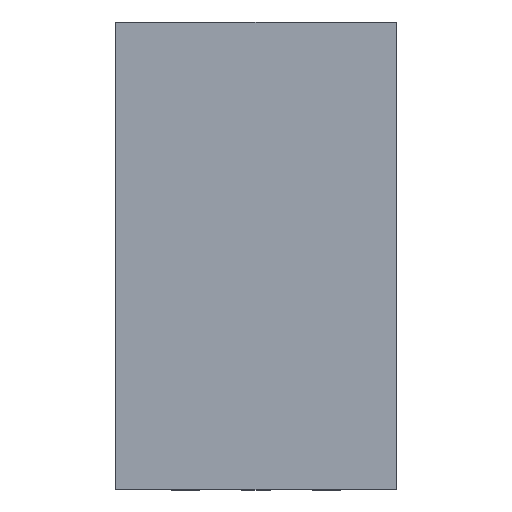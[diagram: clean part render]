
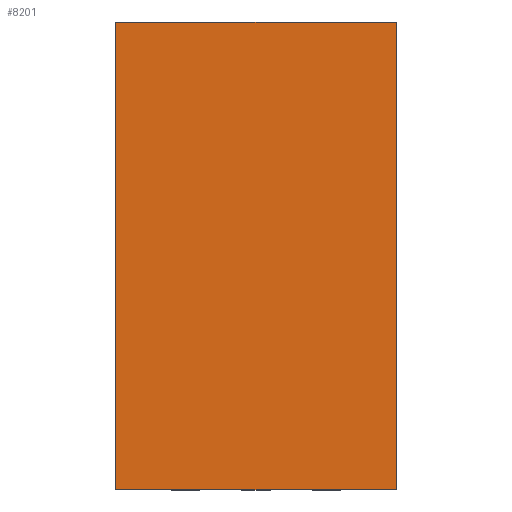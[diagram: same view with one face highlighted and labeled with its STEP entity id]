
A CAD part, top view. The second image highlights one B-rep face of the part: STEP entity #8201.
In plain terms, the highlighted face is planar.
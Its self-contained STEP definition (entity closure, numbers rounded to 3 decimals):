
#6141=DIRECTION('',(0.,0.,1.));
#6142=VECTOR('',#6141,5.);
#6143=CARTESIAN_POINT('',(-1.5,0.975,-2.5));
#6144=LINE('',#6143,#6142);
#6148=DIRECTION('',(-1.,0.,0.));
#6149=VECTOR('',#6148,3.);
#6150=CARTESIAN_POINT('',(1.5,0.975,-2.5));
#6151=LINE('',#6150,#6149);
#6155=DIRECTION('',(0.,0.,-1.));
#6156=VECTOR('',#6155,5.);
#6157=CARTESIAN_POINT('',(1.5,0.975,2.5));
#6158=LINE('',#6157,#6156);
#6162=DIRECTION('',(1.,0.,0.));
#6163=VECTOR('',#6162,3.);
#6164=CARTESIAN_POINT('',(-1.5,0.975,2.5));
#6165=LINE('',#6164,#6163);
#7045=CARTESIAN_POINT('',(-1.5,0.975,-2.5));
#7046=CARTESIAN_POINT('',(-1.5,0.975,2.5));
#7047=VERTEX_POINT('',#7045);
#7048=VERTEX_POINT('',#7046);
#7049=CARTESIAN_POINT('',(1.5,0.975,2.5));
#7050=VERTEX_POINT('',#7049);
#7051=CARTESIAN_POINT('',(1.5,0.975,-2.5));
#7052=VERTEX_POINT('',#7051);
#8189=CARTESIAN_POINT('',(0.,0.975,0.));
#8190=DIRECTION('',(0.,1.,0.));
#8191=DIRECTION('',(1.,0.,0.));
#8192=AXIS2_PLACEMENT_3D('',#8189,#8190,#8191);
#8193=PLANE('',#8192);
#8194=ORIENTED_EDGE('',*,*,#7791,.F.);
#8195=ORIENTED_EDGE('',*,*,#7877,.F.);
#8197=ORIENTED_EDGE('',*,*,#8196,.F.);
#8198=ORIENTED_EDGE('',*,*,#8102,.F.);
#8199=EDGE_LOOP('',(#8194,#8195,#8197,#8198));
#8200=FACE_OUTER_BOUND('',#8199,.F.);
#8201=ADVANCED_FACE('',(#8200),#8193,.T.);
#7791=EDGE_CURVE('',#7047,#7048,#6144,.T.);
#7877=EDGE_CURVE('',#7052,#7047,#6151,.T.);
#8102=EDGE_CURVE('',#7048,#7050,#6165,.T.);
#8196=EDGE_CURVE('',#7050,#7052,#6158,.T.);
